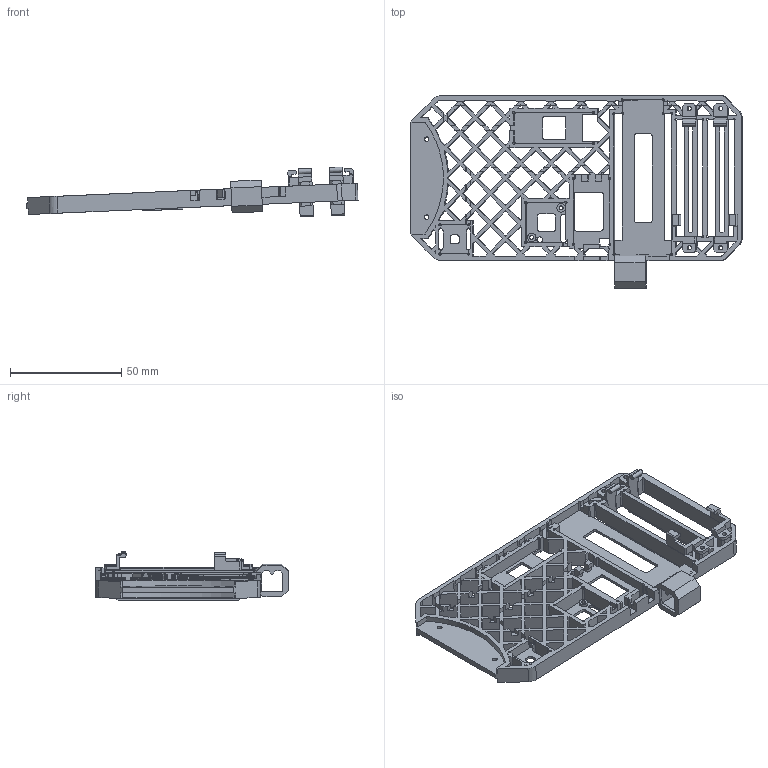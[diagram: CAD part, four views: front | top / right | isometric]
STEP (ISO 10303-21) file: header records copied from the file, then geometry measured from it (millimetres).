
FILE_DESCRIPTION (( 'STEP AP214' ), '1' );
FILE_NAME ('DmMc_ElectronicsPlate_type6.STEP', '2022-11-28T03:28:00', ( '' ), ( '' ), 'SwSTEP 2.0', 'SolidWorks 2022', '' );
FILE_SCHEMA (( 'AUTOMOTIVE_DESIGN' ));
Length unit declared in the file: millimetre
Products named in the file (1): DmMc_ElectronicsPlate_type6
Bounding box: 148.99 x 86.48 x 22.4 mm (x, y, z)
Volume: 29183 mm3; surface area: 38949.9 mm2
Topology: 3 solids, 3 shells, 945 faces, 3032 edges, 2009 vertices
Faces by surface type: plane 794, cylinder 141, bspline 10
Entity records: 34533 total; most frequent: CARTESIAN_POINT 6181, ORIENTED_EDGE 6064, DIRECTION 5218, EDGE_CURVE 3032, LINE 2678, VECTOR 2678, VERTEX_POINT 2009, AXIS2_PLACEMENT_3D 1270
